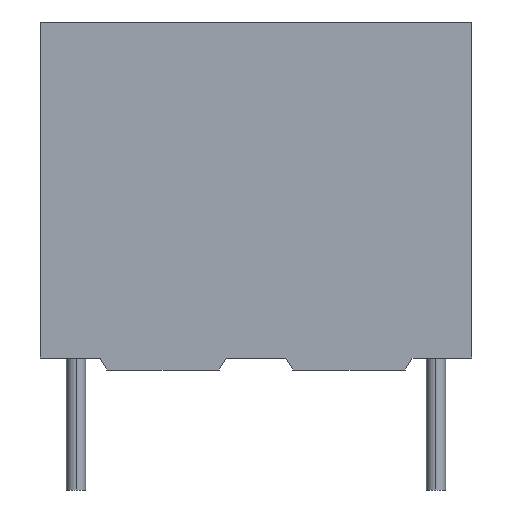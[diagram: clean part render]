
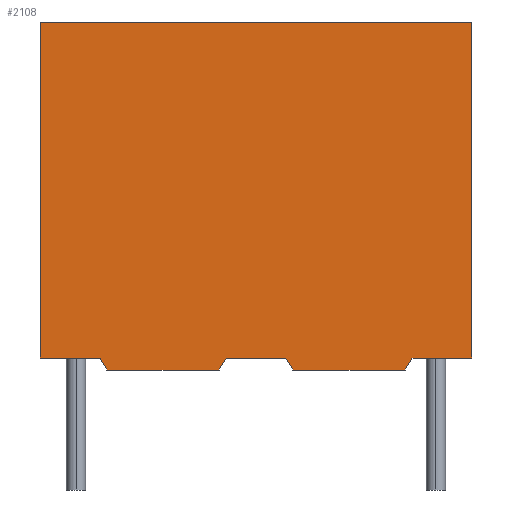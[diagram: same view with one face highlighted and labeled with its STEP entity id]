
A CAD part, front view. The second image highlights one B-rep face of the part: STEP entity #2108.
In plain terms, the highlighted planar face has unit normal (0, -1, 0).
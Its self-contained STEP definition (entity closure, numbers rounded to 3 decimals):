
#31 = ORIENTED_EDGE ( 'NONE', *, *, #2853, .F. ) ;
#191 = VECTOR ( 'NONE', #2012, 1000. ) ;
#338 = LINE ( 'NONE', #3165, #4979 ) ;
#388 = EDGE_CURVE ( 'NONE', #12340, #12533, #8886, .T. ) ;
#402 = ORIENTED_EDGE ( 'NONE', *, *, #11512, .F. ) ;
#457 = EDGE_CURVE ( 'NONE', #4251, #2346, #1077, .T. ) ;
#798 = EDGE_CURVE ( 'NONE', #5206, #3848, #8511, .T. ) ;
#821 = DIRECTION ( 'NONE',  ( 1., 0., 0. ) ) ;
#1002 = ORIENTED_EDGE ( 'NONE', *, *, #457, .F. ) ;
#1077 = LINE ( 'NONE', #6418, #8918 ) ;
#1218 = DIRECTION ( 'NONE',  ( -0.5, 0., 0.866 ) ) ;
#1314 = CARTESIAN_POINT ( 'NONE',  ( 1.539, -4.25, 0. ) ) ;
#1315 = DIRECTION ( 'NONE',  ( 0., 1., 0. ) ) ;
#1316 = CARTESIAN_POINT ( 'NONE',  ( -6.5, -4.25, 0.5 ) ) ;
#1389 = LINE ( 'NONE', #16393, #3132 ) ;
#1478 = DIRECTION ( 'NONE',  ( 1., 0., 0. ) ) ;
#1600 = CARTESIAN_POINT ( 'NONE',  ( 1.25, -4.25, 0.5 ) ) ;
#1868 = ORIENTED_EDGE ( 'NONE', *, *, #13878, .F. ) ;
#2012 = DIRECTION ( 'NONE',  ( -0.5, 0., -0.866 ) ) ;
#2108 = ADVANCED_FACE ( 'NONE', ( #16159 ), #2745, .F. ) ;
#2259 = DIRECTION ( 'NONE',  ( 0., 0., -1. ) ) ;
#2346 = VERTEX_POINT ( 'NONE', #6370 ) ;
#2458 = CARTESIAN_POINT ( 'NONE',  ( 6.5, -4.25, 0.5 ) ) ;
#2575 = VERTEX_POINT ( 'NONE', #3125 ) ;
#2656 = CARTESIAN_POINT ( 'NONE',  ( -9., -4.25, 14.5 ) ) ;
#2745 = PLANE ( 'NONE',  #4479 ) ;
#2853 = EDGE_CURVE ( 'NONE', #12533, #2575, #15104, .T. ) ;
#3000 = CARTESIAN_POINT ( 'NONE',  ( -6.5, -4.25, 0.5 ) ) ;
#3086 = DIRECTION ( 'NONE',  ( 1., 0., 0. ) ) ;
#3125 = CARTESIAN_POINT ( 'NONE',  ( -9., -4.25, 0.5 ) ) ;
#3132 = VECTOR ( 'NONE', #1478, 1000. ) ;
#3165 = CARTESIAN_POINT ( 'NONE',  ( -9., -4.25, 0. ) ) ;
#3248 = VECTOR ( 'NONE', #12946, 1000. ) ;
#3369 = VERTEX_POINT ( 'NONE', #14694 ) ;
#3371 = LINE ( 'NONE', #15294, #8477 ) ;
#3848 = VERTEX_POINT ( 'NONE', #8098 ) ;
#4251 = VERTEX_POINT ( 'NONE', #11434 ) ;
#4479 = AXIS2_PLACEMENT_3D ( 'NONE', #2656, #1315, #7966 ) ;
#4496 = CARTESIAN_POINT ( 'NONE',  ( -1.25, -4.25, 0.5 ) ) ;
#4744 = CARTESIAN_POINT ( 'NONE',  ( -6.211, -4.25, 0. ) ) ;
#4979 = VECTOR ( 'NONE', #3086, 1000. ) ;
#5089 = VERTEX_POINT ( 'NONE', #8310 ) ;
#5206 = VERTEX_POINT ( 'NONE', #2458 ) ;
#6352 = VECTOR ( 'NONE', #1218, 1000. ) ;
#6370 = CARTESIAN_POINT ( 'NONE',  ( 9., -4.25, 14.5 ) ) ;
#6418 = CARTESIAN_POINT ( 'NONE',  ( -9., -4.25, 14.5 ) ) ;
#6995 = LINE ( 'NONE', #9294, #11692 ) ;
#7025 = CARTESIAN_POINT ( 'NONE',  ( -1.25, -4.25, 0.5 ) ) ;
#7077 = EDGE_CURVE ( 'NONE', #11945, #3848, #338, .T. ) ;
#7434 = EDGE_CURVE ( 'NONE', #5089, #9209, #15602, .T. ) ;
#7943 = CARTESIAN_POINT ( 'NONE',  ( 1.539, -4.25, 0. ) ) ;
#7966 = DIRECTION ( 'NONE',  ( 0., 0., 1. ) ) ;
#8098 = CARTESIAN_POINT ( 'NONE',  ( 6.211, -4.25, 0. ) ) ;
#8302 = LINE ( 'NONE', #7943, #6352 ) ;
#8310 = CARTESIAN_POINT ( 'NONE',  ( 1.25, -4.25, 0.5 ) ) ;
#8402 = DIRECTION ( 'NONE',  ( -1., 0., 0. ) ) ;
#8477 = VECTOR ( 'NONE', #13990, 1000. ) ;
#8511 = LINE ( 'NONE', #13808, #8655 ) ;
#8655 = VECTOR ( 'NONE', #8780, 1000. ) ;
#8656 = ORIENTED_EDGE ( 'NONE', *, *, #7434, .F. ) ;
#8780 = DIRECTION ( 'NONE',  ( -0.5, 0., -0.866 ) ) ;
#8886 = LINE ( 'NONE', #9133, #3248 ) ;
#8918 = VECTOR ( 'NONE', #821, 1000. ) ;
#9007 = ORIENTED_EDGE ( 'NONE', *, *, #7077, .T. ) ;
#9133 = CARTESIAN_POINT ( 'NONE',  ( -6.211, -4.25, 0. ) ) ;
#9209 = VERTEX_POINT ( 'NONE', #7025 ) ;
#9233 = ORIENTED_EDGE ( 'NONE', *, *, #12938, .T. ) ;
#9294 = CARTESIAN_POINT ( 'NONE',  ( 9., -4.25, 0.5 ) ) ;
#9591 = EDGE_CURVE ( 'NONE', #4251, #2575, #14194, .T. ) ;
#11434 = CARTESIAN_POINT ( 'NONE',  ( -9., -4.25, 14.5 ) ) ;
#11458 = CARTESIAN_POINT ( 'NONE',  ( -9., -4.25, 14.5 ) ) ;
#11509 = EDGE_CURVE ( 'NONE', #16103, #5206, #6995, .T. ) ;
#11512 = EDGE_CURVE ( 'NONE', #11945, #5089, #8302, .T. ) ;
#11692 = VECTOR ( 'NONE', #13348, 1000. ) ;
#11945 = VERTEX_POINT ( 'NONE', #1314 ) ;
#12340 = VERTEX_POINT ( 'NONE', #4744 ) ;
#12533 = VERTEX_POINT ( 'NONE', #1316 ) ;
#12768 = CARTESIAN_POINT ( 'NONE',  ( 9., -4.25, 0.5 ) ) ;
#12900 = LINE ( 'NONE', #4496, #191 ) ;
#12938 = EDGE_CURVE ( 'NONE', #12340, #3369, #1389, .T. ) ;
#12946 = DIRECTION ( 'NONE',  ( -0.5, 0., 0.866 ) ) ;
#13348 = DIRECTION ( 'NONE',  ( -1., 0., 0. ) ) ;
#13791 = ORIENTED_EDGE ( 'NONE', *, *, #11509, .F. ) ;
#13808 = CARTESIAN_POINT ( 'NONE',  ( 6.5, -4.25, 0.5 ) ) ;
#13878 = EDGE_CURVE ( 'NONE', #9209, #3369, #12900, .T. ) ;
#13990 = DIRECTION ( 'NONE',  ( 0., 0., -1. ) ) ;
#14043 = VECTOR ( 'NONE', #16345, 1000. ) ;
#14078 = ORIENTED_EDGE ( 'NONE', *, *, #798, .F. ) ;
#14194 = LINE ( 'NONE', #11458, #15337 ) ;
#14195 = ORIENTED_EDGE ( 'NONE', *, *, #388, .F. ) ;
#14694 = CARTESIAN_POINT ( 'NONE',  ( -1.539, -4.25, 0. ) ) ;
#15104 = LINE ( 'NONE', #3000, #15850 ) ;
#15122 = EDGE_LOOP ( 'NONE', ( #14078, #13791, #16360, #1002, #15785, #31, #14195, #9233, #1868, #8656, #402, #9007 ) ) ;
#15294 = CARTESIAN_POINT ( 'NONE',  ( 9., -4.25, 14.5 ) ) ;
#15337 = VECTOR ( 'NONE', #2259, 1000. ) ;
#15602 = LINE ( 'NONE', #1600, #14043 ) ;
#15785 = ORIENTED_EDGE ( 'NONE', *, *, #9591, .T. ) ;
#15850 = VECTOR ( 'NONE', #8402, 1000. ) ;
#16103 = VERTEX_POINT ( 'NONE', #12768 ) ;
#16159 = FACE_OUTER_BOUND ( 'NONE', #15122, .T. ) ;
#16345 = DIRECTION ( 'NONE',  ( -1., 0., 0. ) ) ;
#16360 = ORIENTED_EDGE ( 'NONE', *, *, #17318, .F. ) ;
#16393 = CARTESIAN_POINT ( 'NONE',  ( -9., -4.25, 0. ) ) ;
#17318 = EDGE_CURVE ( 'NONE', #2346, #16103, #3371, .T. ) ;
